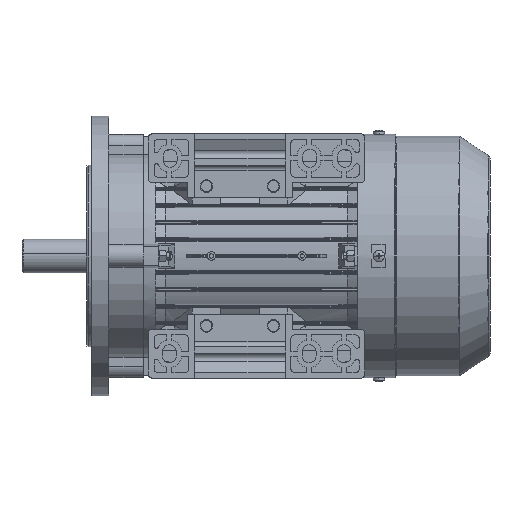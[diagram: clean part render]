
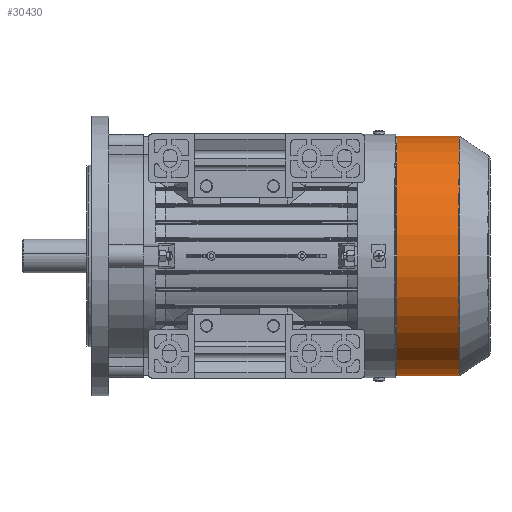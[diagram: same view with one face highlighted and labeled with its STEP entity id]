
A CAD part, front view. The second image highlights one B-rep face of the part: STEP entity #30430.
In plain terms, the highlighted cylindrical face has radius 85.8 mm (diameter 171.6 mm), a partial arc.
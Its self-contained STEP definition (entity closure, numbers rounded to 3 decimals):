
#4325 = DIRECTION ( 'NONE',  ( -1., 0., 0. ) ) ;
#4326 = VECTOR ( 'NONE', #4325, 1000. ) ;
#4327 = CARTESIAN_POINT ( 'NONE',  ( 0., 0., -85.8 ) ) ;
#4328 = LINE ( 'NONE', #4327, #4326 ) ;
#4333 = CARTESIAN_POINT ( 'NONE',  ( 73., 0., -85.8 ) ) ;
#4437 = CARTESIAN_POINT ( 'NONE',  ( 28.25, 0., -85.8 ) ) ;
#4438 = CARTESIAN_POINT ( 'NONE',  ( 28.25, 0., 85.8 ) ) ;
#4466 = CARTESIAN_POINT ( 'NONE',  ( 73., 0., 85.8 ) ) ;
#4555 = DIRECTION ( 'NONE',  ( -1., 0., 0. ) ) ;
#4556 = VECTOR ( 'NONE', #4555, 1000. ) ;
#4557 = CARTESIAN_POINT ( 'NONE',  ( 0., 0., 85.8 ) ) ;
#4558 = LINE ( 'NONE', #4557, #4556 ) ;
#9028 = DIRECTION ( 'NONE',  ( 0., 0., 1. ) ) ;
#9033 = DIRECTION ( 'NONE',  ( -1., 0., 0. ) ) ;
#9273 = CARTESIAN_POINT ( 'NONE',  ( 0., 0., 0. ) ) ;
#9274 = AXIS2_PLACEMENT_3D ( 'NONE', #9273, #9033, #9028 ) ;
#9277 = CYLINDRICAL_SURFACE ( 'NONE', #9274, 85.8 ) ;
#9278 = FACE_OUTER_BOUND ( 'NONE', #30432, .T. ) ;
#9279 = DIRECTION ( 'NONE',  ( 0., 0., 1. ) ) ;
#9280 = DIRECTION ( 'NONE',  ( -1., 0., 0. ) ) ;
#9281 = CARTESIAN_POINT ( 'NONE',  ( 73., 0., 0. ) ) ;
#9282 = AXIS2_PLACEMENT_3D ( 'NONE', #9281, #9280, #9279 ) ;
#9283 = CIRCLE ( 'NONE', #9282, 85.8 ) ;
#9319 = DIRECTION ( 'NONE',  ( 0., 0., 1. ) ) ;
#9320 = DIRECTION ( 'NONE',  ( -1., 0., 0. ) ) ;
#9321 = AXIS2_PLACEMENT_3D ( 'NONE', #9326, #9320, #9319 ) ;
#9322 = CIRCLE ( 'NONE', #9321, 85.8 ) ;
#9326 = CARTESIAN_POINT ( 'NONE',  ( 28.25, 0., 0. ) ) ;
#27496 = VERTEX_POINT ( 'NONE', #4333 ) ;
#27500 = EDGE_CURVE ( 'NONE', #27496, #27532, #4328, .T. ) ;
#27530 = VERTEX_POINT ( 'NONE', #4438 ) ;
#27532 = VERTEX_POINT ( 'NONE', #4437 ) ;
#27576 = VERTEX_POINT ( 'NONE', #4466 ) ;
#27618 = EDGE_CURVE ( 'NONE', #27576, #27530, #4558, .T. ) ;
#30429 = EDGE_CURVE ( 'NONE', #27496, #27576, #9283, .T. ) ;
#30430 = ADVANCED_FACE ( 'NONE', ( #9278 ), #9277, .T. ) ;
#30432 = EDGE_LOOP ( 'NONE', ( #30434, #30436, #30439, #30441 ) ) ;
#30434 = ORIENTED_EDGE ( 'NONE', *, *, #27500, .F. ) ;
#30436 = ORIENTED_EDGE ( 'NONE', *, *, #30429, .T. ) ;
#30439 = ORIENTED_EDGE ( 'NONE', *, *, #27618, .T. ) ;
#30441 = ORIENTED_EDGE ( 'NONE', *, *, #30442, .F. ) ;
#30442 = EDGE_CURVE ( 'NONE', #27532, #27530, #9322, .T. ) ;
